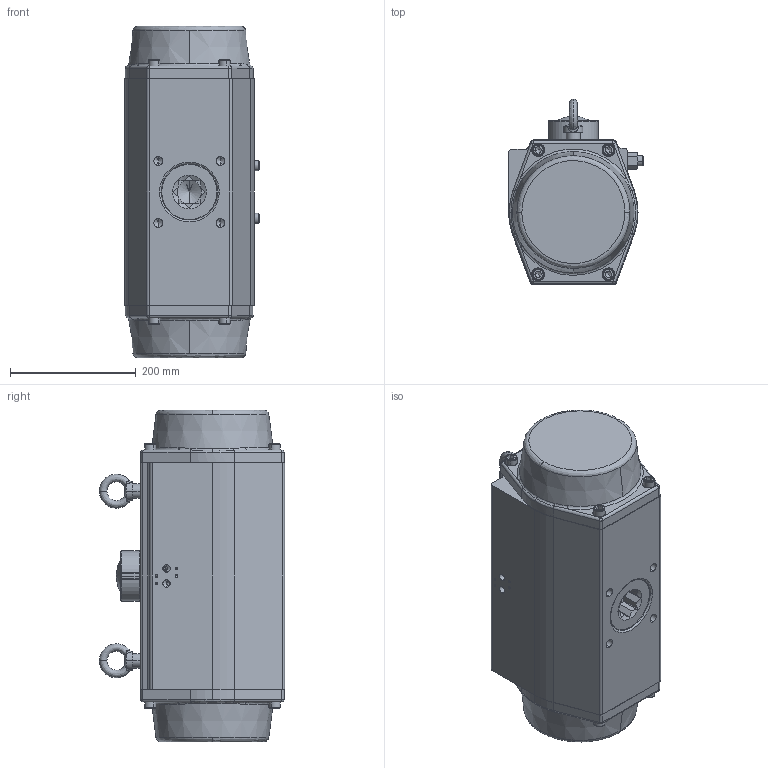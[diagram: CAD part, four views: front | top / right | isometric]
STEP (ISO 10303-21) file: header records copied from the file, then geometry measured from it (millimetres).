
FILE_DESCRIPTION (( 'STEP AP203' ), '1' );
FILE_NAME ('GD-190-090-V36-FG-SA-Doku.step', '2019-01-14T07:37:35', ( '' ), ( '' ), 'SwSTEP 2.0', 'SolidWorks 2018', '' );
FILE_SCHEMA (( 'CONFIG_CONTROL_DESIGN' ));
Products named in the file (1): GD-190-090-V36-FG-SA-Doku
Bounding box: 214.5 x 295 x 528 mm (x, y, z)
Volume: 7995340.6 mm3; surface area: 1183684.4 mm2
Topology: 29 solids, 29 shells, 2470 faces, 6051 edges, 3562 vertices
Faces by surface type: bspline 876, cylinder 816, plane 608, cone 170
Entity records: 113197 total; most frequent: CARTESIAN_POINT 60136, ORIENTED_EDGE 11742, DIRECTION 10296, EDGE_CURVE 5871, AXIS2_PLACEMENT_3D 4074, VERTEX_POINT 3562, EDGE_LOOP 2629, CIRCLE 2479
